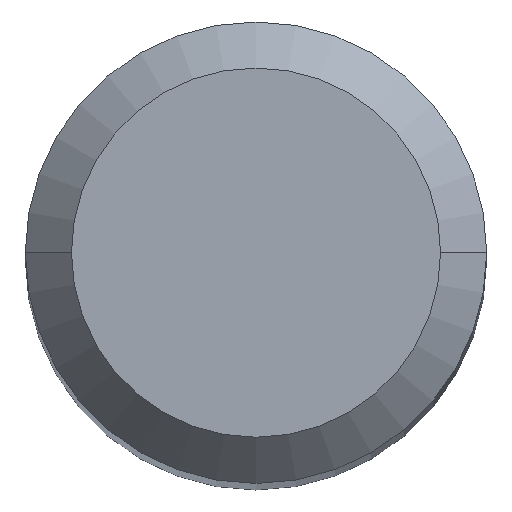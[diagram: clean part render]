
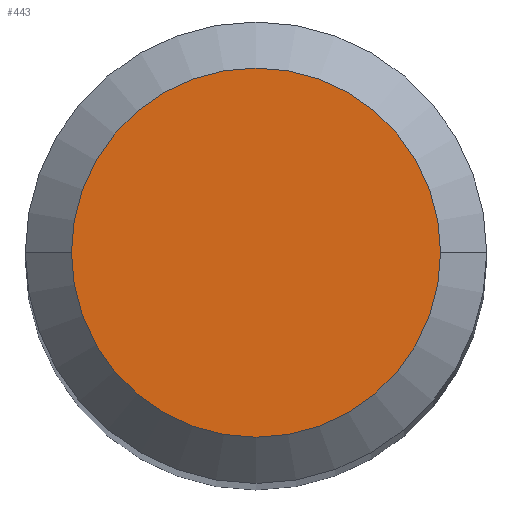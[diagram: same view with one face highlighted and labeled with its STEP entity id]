
A CAD part, top view. The second image highlights one B-rep face of the part: STEP entity #443.
In plain terms, the highlighted planar face has unit normal (0, 0, 1).
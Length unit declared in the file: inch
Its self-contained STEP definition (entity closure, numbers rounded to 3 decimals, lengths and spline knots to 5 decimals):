
#31 = VERTEX_POINT ( 'NONE', #435 ) ;
#47 = DIRECTION ( 'NONE',  ( 1., 0., 0. ) ) ;
#56 = CIRCLE ( 'NONE', #98, 0.04724 ) ;
#57 = CARTESIAN_POINT ( 'NONE',  ( 0., 0., 0. ) ) ;
#59 = DIRECTION ( 'NONE',  ( 0., 0., 1. ) ) ;
#71 = CIRCLE ( 'NONE', #470, 0.04724 ) ;
#78 = ORIENTED_EDGE ( 'NONE', *, *, #157, .T. ) ;
#98 = AXIS2_PLACEMENT_3D ( 'NONE', #402, #59, #47 ) ;
#113 = DIRECTION ( 'NONE',  ( -1., 0., 0. ) ) ;
#157 = EDGE_CURVE ( 'NONE', #332, #31, #56, .T. ) ;
#213 = DIRECTION ( 'NONE',  ( 1., 0., 0. ) ) ;
#221 = DIRECTION ( 'NONE',  ( 0., 0., -1. ) ) ;
#264 = PLANE ( 'NONE',  #432 ) ;
#265 = CARTESIAN_POINT ( 'NONE',  ( 0., 0., 0. ) ) ;
#332 = VERTEX_POINT ( 'NONE', #455 ) ;
#372 = EDGE_LOOP ( 'NONE', ( #78, #441 ) ) ;
#373 = FACE_OUTER_BOUND ( 'NONE', #372, .T. ) ;
#387 = EDGE_CURVE ( 'NONE', #31, #332, #71, .T. ) ;
#402 = CARTESIAN_POINT ( 'NONE',  ( 0., 0., 0. ) ) ;
#432 = AXIS2_PLACEMENT_3D ( 'NONE', #265, #221, #113 ) ;
#435 = CARTESIAN_POINT ( 'NONE',  ( 0.04724, 0., 0. ) ) ;
#441 = ORIENTED_EDGE ( 'NONE', *, *, #387, .T. ) ;
#443 = ADVANCED_FACE ( 'NONE', ( #373 ), #264, .F. ) ;
#455 = CARTESIAN_POINT ( 'NONE',  ( -0.04724, 0., 0. ) ) ;
#470 = AXIS2_PLACEMENT_3D ( 'NONE', #57, #479, #213 ) ;
#479 = DIRECTION ( 'NONE',  ( 0., 0., 1. ) ) ;
